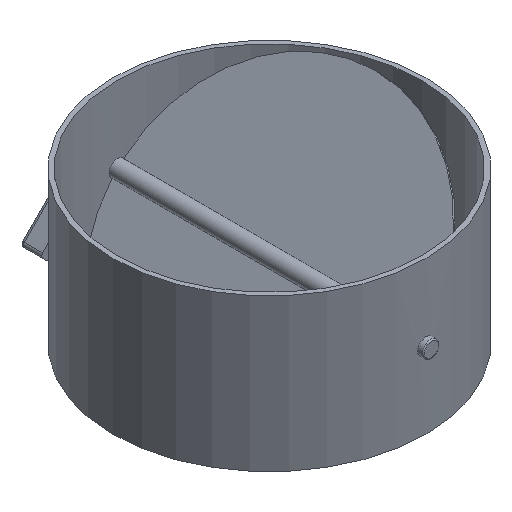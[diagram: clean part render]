
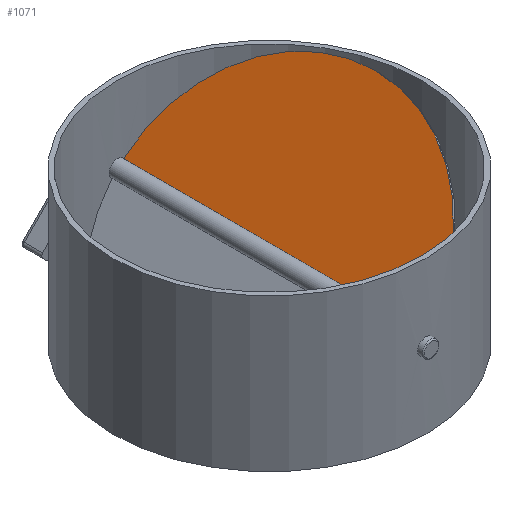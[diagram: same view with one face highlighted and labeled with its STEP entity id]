
A CAD part, isometric view. The second image highlights one B-rep face of the part: STEP entity #1071.
In plain terms, the highlighted planar face has unit normal (-0.707, 0, 0.707).
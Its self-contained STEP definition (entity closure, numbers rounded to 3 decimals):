
#114 = DIRECTION ( 'NONE',  ( -0.707, 0., -0.707 ) ) ;
#176 = CARTESIAN_POINT ( 'NONE',  ( 4.549, 179., 75.963 ) ) ;
#196 = EDGE_LOOP ( 'NONE', ( #501, #1116 ) ) ;
#201 = AXIS2_PLACEMENT_3D ( 'NONE', #218, #622, #114 ) ;
#213 = VERTEX_POINT ( 'NONE', #837 ) ;
#218 = CARTESIAN_POINT ( 'NONE',  ( -0.707, 0., 70.707 ) ) ;
#326 = CIRCLE ( 'NONE', #569, 138.9 ) ;
#414 = EDGE_CURVE ( 'NONE', #1152, #213, #326, .T. ) ;
#490 = DIRECTION ( 'NONE',  ( 0., -1., 0. ) ) ;
#501 = ORIENTED_EDGE ( 'NONE', *, *, #414, .F. ) ;
#522 = VECTOR ( 'NONE', #490, 1000. ) ;
#569 = AXIS2_PLACEMENT_3D ( 'NONE', #637, #623, #939 ) ;
#622 = DIRECTION ( 'NONE',  ( 0.707, 0., -0.707 ) ) ;
#623 = DIRECTION ( 'NONE',  ( 0.707, 0., -0.707 ) ) ;
#637 = CARTESIAN_POINT ( 'NONE',  ( -0.707, 0., 70.707 ) ) ;
#712 = EDGE_CURVE ( 'NONE', #1152, #213, #1114, .T. ) ;
#837 = CARTESIAN_POINT ( 'NONE',  ( 4.549, -138.7, 75.963 ) ) ;
#939 = DIRECTION ( 'NONE',  ( -0.707, 0., -0.707 ) ) ;
#1044 = CARTESIAN_POINT ( 'NONE',  ( 4.549, 138.7, 75.963 ) ) ;
#1045 = FACE_OUTER_BOUND ( 'NONE', #196, .T. ) ;
#1071 = ADVANCED_FACE ( 'NONE', ( #1045 ), #1138, .F. ) ;
#1114 = LINE ( 'NONE', #176, #522 ) ;
#1116 = ORIENTED_EDGE ( 'NONE', *, *, #712, .T. ) ;
#1138 = PLANE ( 'NONE',  #201 ) ;
#1152 = VERTEX_POINT ( 'NONE', #1044 ) ;
